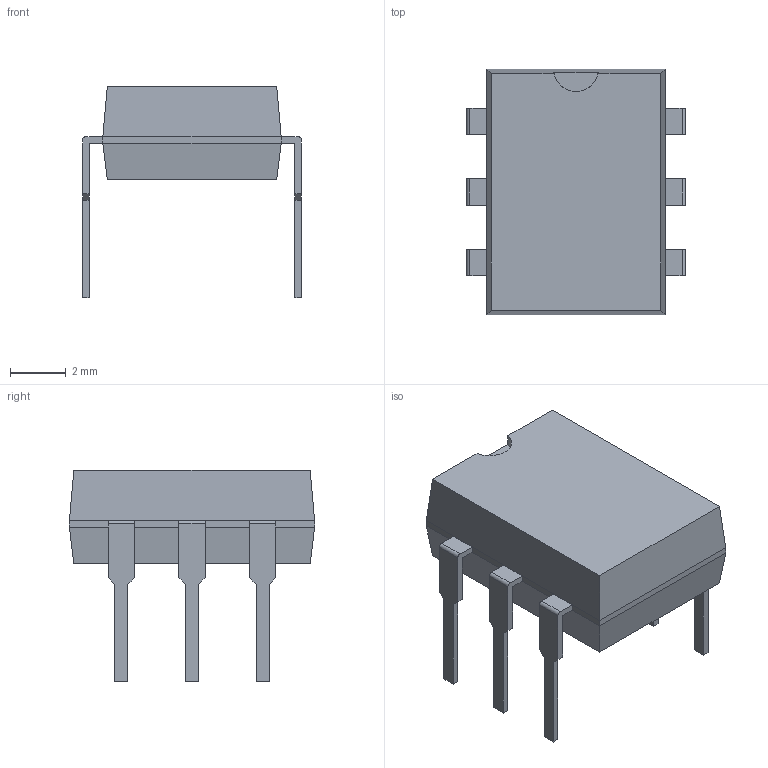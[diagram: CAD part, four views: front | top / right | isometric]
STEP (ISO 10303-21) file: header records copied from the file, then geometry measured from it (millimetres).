
FILE_DESCRIPTION(('FreeCAD Model'),'2;1');
FILE_NAME('720660.2.1.stp','2020-04-09T07:36:51',( 'Author'),(''),'Open CASCADE STEP processor 6.9','FreeCAD','Unknown' );
FILE_SCHEMA(('AUTOMOTIVE_DESIGN { 1 0 10303 214 1 1 1 1 }'));
Length unit declared in the file: millimetre
Products named in the file (3): ASSEMBLY; Body; PinsArrayLR
Assembly tree (2 placements, depth 2):
  ASSEMBLY
    Body
    PinsArrayLR
Bounding box: 7.86 x 8.8 x 7.6 mm (x, y, z)
Volume: 187.4 mm3; surface area: 274.2 mm2
Topology: 7 solids, 7 shells, 94 faces, 232 edges, 152 vertices
Faces by surface type: plane 87, cylinder 7
Entity records: 5873 total; most frequent: CARTESIAN_POINT 999, DIRECTION 896, LINE 660, VECTOR 660, ORIENTED_EDGE 464, PCURVE 464, DEFINITIONAL_REPRESENTATION 464, EDGE_CURVE 232
